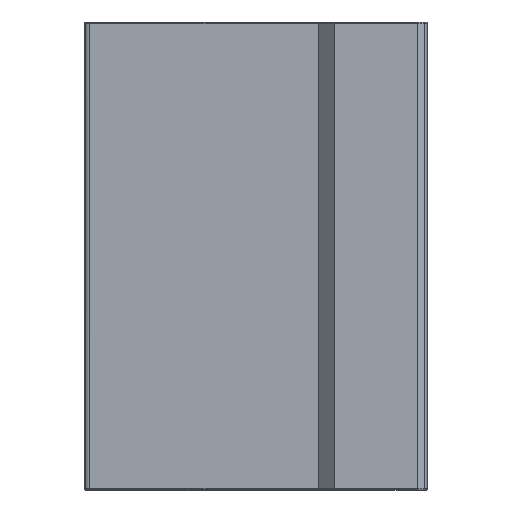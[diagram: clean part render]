
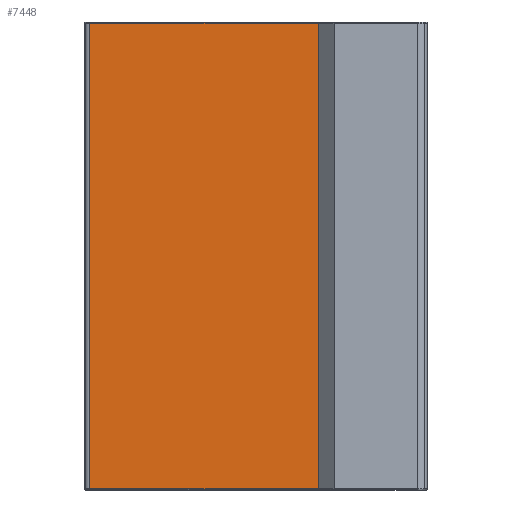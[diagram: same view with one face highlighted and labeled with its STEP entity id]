
A CAD part, left-side view. The second image highlights one B-rep face of the part: STEP entity #7448.
In plain terms, the highlighted planar face has unit normal (-1, 0, 0).
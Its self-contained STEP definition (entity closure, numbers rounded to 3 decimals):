
#99 = VECTOR ( 'NONE', #1305, 1000. ) ;
#279 = CARTESIAN_POINT ( 'NONE',  ( -21., 32.5, 0. ) ) ;
#286 = AXIS2_PLACEMENT_3D ( 'NONE', #993, #5487, #2370 ) ;
#410 = LINE ( 'NONE', #6772, #6586 ) ;
#491 = ORIENTED_EDGE ( 'NONE', *, *, #2555, .F. ) ;
#981 = CARTESIAN_POINT ( 'NONE',  ( -21., 32.5, 0.1 ) ) ;
#993 = CARTESIAN_POINT ( 'NONE',  ( -21., 33., 0. ) ) ;
#1305 = DIRECTION ( 'NONE',  ( 0., 0., 1. ) ) ;
#2021 = LINE ( 'NONE', #279, #3088 ) ;
#2370 = DIRECTION ( 'NONE',  ( 0., 1., 0. ) ) ;
#2406 = DIRECTION ( 'NONE',  ( 0., 1., 0. ) ) ;
#2555 = EDGE_CURVE ( 'NONE', #7585, #5928, #410, .T. ) ;
#3088 = VECTOR ( 'NONE', #3986, 1000. ) ;
#3185 = VECTOR ( 'NONE', #6303, 1000. ) ;
#3304 = EDGE_CURVE ( 'NONE', #7585, #6125, #6505, .T. ) ;
#3422 = ORIENTED_EDGE ( 'NONE', *, *, #3304, .T. ) ;
#3588 = PLANE ( 'NONE',  #286 ) ;
#3986 = DIRECTION ( 'NONE',  ( 0., 0., 1. ) ) ;
#4523 = CARTESIAN_POINT ( 'NONE',  ( -21., 10.5, 0.1 ) ) ;
#4566 = ORIENTED_EDGE ( 'NONE', *, *, #7723, .F. ) ;
#5044 = LINE ( 'NONE', #6900, #3185 ) ;
#5086 = CARTESIAN_POINT ( 'NONE',  ( -21., 32.5, 44.9 ) ) ;
#5487 = DIRECTION ( 'NONE',  ( -1., 0., 0. ) ) ;
#5511 = EDGE_LOOP ( 'NONE', ( #4566, #491, #3422, #6706 ) ) ;
#5928 = VERTEX_POINT ( 'NONE', #981 ) ;
#6125 = VERTEX_POINT ( 'NONE', #7152 ) ;
#6182 = FACE_OUTER_BOUND ( 'NONE', #5511, .T. ) ;
#6303 = DIRECTION ( 'NONE',  ( 0., -1., 0. ) ) ;
#6382 = CARTESIAN_POINT ( 'NONE',  ( -21., 10.5, 0. ) ) ;
#6505 = LINE ( 'NONE', #6382, #99 ) ;
#6586 = VECTOR ( 'NONE', #2406, 1000. ) ;
#6706 = ORIENTED_EDGE ( 'NONE', *, *, #7937, .F. ) ;
#6772 = CARTESIAN_POINT ( 'NONE',  ( -21., 24.365, 0.1 ) ) ;
#6900 = CARTESIAN_POINT ( 'NONE',  ( -21., 24.365, 44.9 ) ) ;
#7152 = CARTESIAN_POINT ( 'NONE',  ( -21., 10.5, 44.9 ) ) ;
#7448 = ADVANCED_FACE ( 'NONE', ( #6182 ), #3588, .T. ) ;
#7585 = VERTEX_POINT ( 'NONE', #4523 ) ;
#7723 = EDGE_CURVE ( 'NONE', #5928, #7971, #2021, .T. ) ;
#7937 = EDGE_CURVE ( 'NONE', #7971, #6125, #5044, .T. ) ;
#7971 = VERTEX_POINT ( 'NONE', #5086 ) ;
